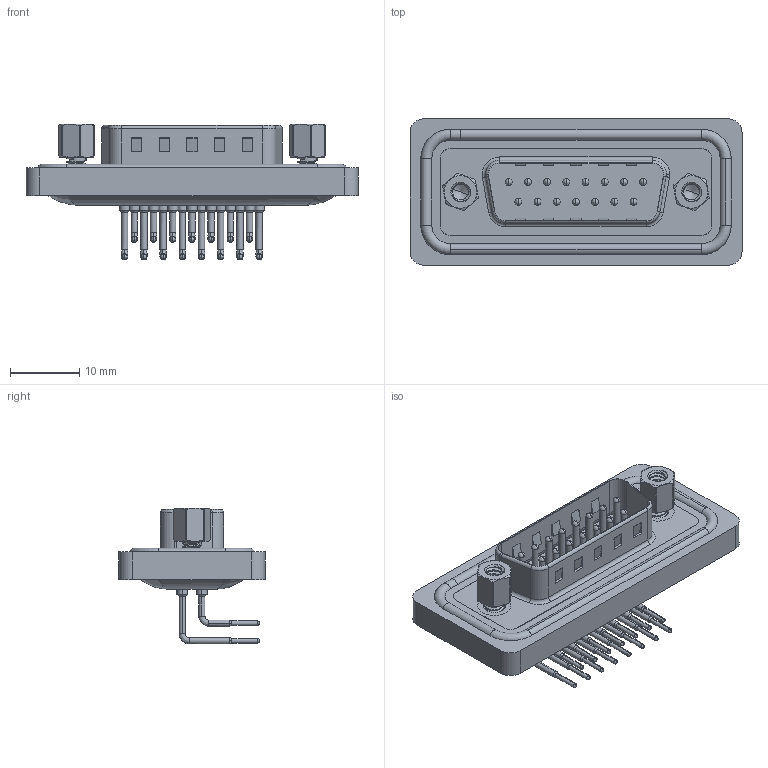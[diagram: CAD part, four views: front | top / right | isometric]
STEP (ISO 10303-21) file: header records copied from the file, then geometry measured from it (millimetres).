
FILE_DESCRIPTION (( 'STEP AP203' ), '1' );
FILE_NAME ('629-W15-340-012.STEP', '2024-04-12T16:14:41', ( '' ), ( '' ), 'SwSTEP 2.0', 'SolidWorks 2023', '' );
FILE_SCHEMA (( 'CONFIG_CONTROL_DESIGN' ));
Length unit declared in the file: millimetre
Products named in the file (8): 629W Waterproof Housing_15 Contacts; 629W 4-40 Threaded Rivet_Stabilizer; 629W 4-40 Hex Standoff; 629W Contact Row 2; 629-W15-340-012; 629W Shell_15 Contacts; 629W Housing_15 Contacts; 629W Contact Row 1
Assembly tree (22 placements, depth 2):
  629-W15-340-012
    629W Housing_15 Contacts
    629W Shell_15 Contacts
    629W Waterproof Housing_15 Contacts
    629W Contact Row 1  x8
    629W Contact Row 2  x7
    629W 4-40 Threaded Rivet_Stabilizer  x2
    629W 4-40 Hex Standoff  x2
Bounding box: 47.89 x 21.1 x 19.59 mm (x, y, z)
Volume: 4913.8 mm3; surface area: 8464.8 mm2
Topology: 23 solids, 23 shells, 2158 faces, 5992 edges, 3891 vertices
Faces by surface type: plane 1133, cylinder 782, bspline 112, cone 88, torus 43
Entity records: 28203 total; most frequent: CARTESIAN_POINT 8408, DIRECTION 3960, ORIENTED_EDGE 3840, EDGE_CURVE 1920, AXIS2_PLACEMENT_3D 1442, VERTEX_POINT 1247, LINE 1076, VECTOR 1076
